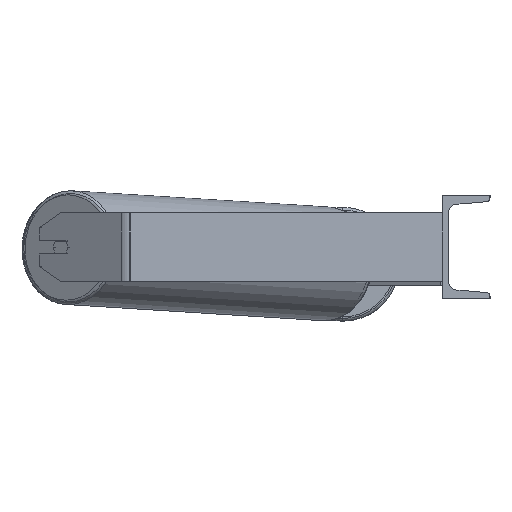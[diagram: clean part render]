
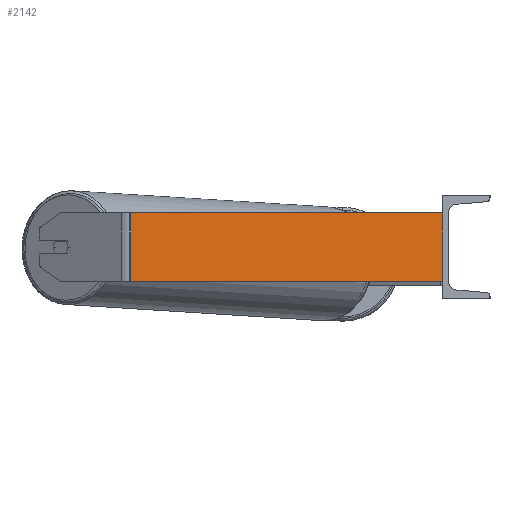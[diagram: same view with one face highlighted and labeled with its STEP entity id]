
A CAD part, left-side view. The second image highlights one B-rep face of the part: STEP entity #2142.
In plain terms, the highlighted planar face has unit normal (-0.996, -0.087, 0).
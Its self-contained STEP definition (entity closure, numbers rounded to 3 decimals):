
#205 = DIRECTION ( 'NONE',  ( 0.087, -0.996, 0. ) ) ;
#263 = CARTESIAN_POINT ( 'NONE',  ( -816.883, 364.426, -40. ) ) ;
#356 = VERTEX_POINT ( 'NONE', #2010 ) ;
#417 = AXIS2_PLACEMENT_3D ( 'NONE', #4820, #1387, #8998 ) ;
#696 = FACE_OUTER_BOUND ( 'NONE', #3026, .T. ) ;
#793 = DIRECTION ( 'NONE',  ( 0., 0., -1. ) ) ;
#867 = VECTOR ( 'NONE', #9145, 1000. ) ;
#1011 = CARTESIAN_POINT ( 'NONE',  ( -785., 0., -40. ) ) ;
#1365 = VERTEX_POINT ( 'NONE', #5461 ) ;
#1387 = DIRECTION ( 'NONE',  ( 0.996, 0.087, 0. ) ) ;
#1625 = VECTOR ( 'NONE', #4992, 1000. ) ;
#1881 = CARTESIAN_POINT ( 'NONE',  ( -785., 0., 40. ) ) ;
#2010 = CARTESIAN_POINT ( 'NONE',  ( -816.883, 364.426, 40. ) ) ;
#2142 = ADVANCED_FACE ( 'NONE', ( #696 ), #7763, .F. ) ;
#2162 = EDGE_CURVE ( 'NONE', #356, #2778, #4919, .T. ) ;
#2473 = ORIENTED_EDGE ( 'NONE', *, *, #2162, .T. ) ;
#2683 = VECTOR ( 'NONE', #205, 1000. ) ;
#2778 = VERTEX_POINT ( 'NONE', #263 ) ;
#3026 = EDGE_LOOP ( 'NONE', ( #4471, #8603, #7218, #2473 ) ) ;
#3235 = VECTOR ( 'NONE', #793, 1000. ) ;
#3883 = EDGE_CURVE ( 'NONE', #356, #1365, #5625, .T. ) ;
#4219 = CARTESIAN_POINT ( 'NONE',  ( -816.883, 364.426, 40. ) ) ;
#4471 = ORIENTED_EDGE ( 'NONE', *, *, #4649, .T. ) ;
#4649 = EDGE_CURVE ( 'NONE', #2778, #8147, #8226, .T. ) ;
#4820 = CARTESIAN_POINT ( 'NONE',  ( -817.391, 370.228, 40. ) ) ;
#4919 = LINE ( 'NONE', #4219, #867 ) ;
#4992 = DIRECTION ( 'NONE',  ( 0.087, -0.996, 0. ) ) ;
#5461 = CARTESIAN_POINT ( 'NONE',  ( -785., 0., 40. ) ) ;
#5625 = LINE ( 'NONE', #8600, #1625 ) ;
#7135 = LINE ( 'NONE', #1881, #3235 ) ;
#7218 = ORIENTED_EDGE ( 'NONE', *, *, #3883, .F. ) ;
#7763 = PLANE ( 'NONE',  #417 ) ;
#8028 = EDGE_CURVE ( 'NONE', #1365, #8147, #7135, .T. ) ;
#8147 = VERTEX_POINT ( 'NONE', #1011 ) ;
#8226 = LINE ( 'NONE', #8912, #2683 ) ;
#8600 = CARTESIAN_POINT ( 'NONE',  ( -817.391, 370.228, 40. ) ) ;
#8603 = ORIENTED_EDGE ( 'NONE', *, *, #8028, .F. ) ;
#8912 = CARTESIAN_POINT ( 'NONE',  ( -817.391, 370.228, -40. ) ) ;
#8998 = DIRECTION ( 'NONE',  ( -0.087, 0.996, 0. ) ) ;
#9145 = DIRECTION ( 'NONE',  ( 0., 0., -1. ) ) ;
